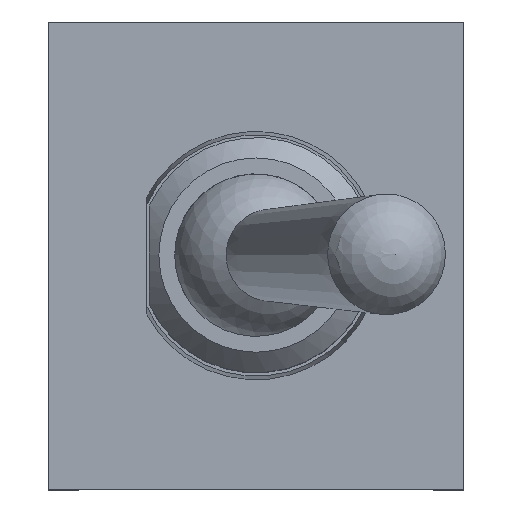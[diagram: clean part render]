
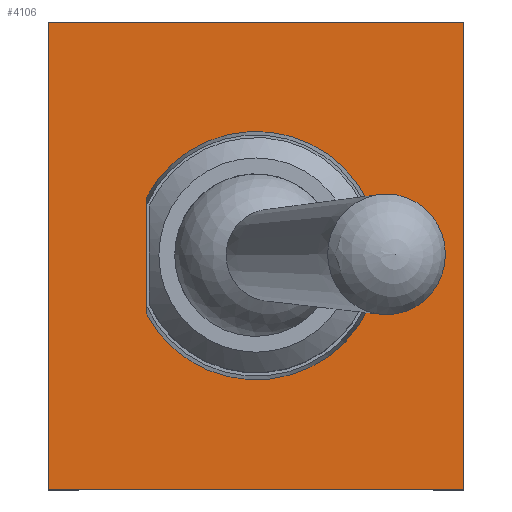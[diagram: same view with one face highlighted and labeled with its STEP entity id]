
A CAD part, top view. The second image highlights one B-rep face of the part: STEP entity #4106.
In plain terms, the highlighted planar face has unit normal (0, 0, 1).
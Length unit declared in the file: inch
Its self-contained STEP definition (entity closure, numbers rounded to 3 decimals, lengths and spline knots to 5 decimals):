
#33=FACE_BOUND('',#680,.T.);
#175=PLANE('',#4354);
#454=FACE_OUTER_BOUND('',#679,.T.);
#679=EDGE_LOOP('',(#3876,#3877,#3878,#3879));
#680=EDGE_LOOP('',(#3880,#3881));
#1007=LINE('',#6672,#1410);
#1229=LINE('',#7591,#1632);
#1234=LINE('',#7600,#1637);
#1240=LINE('',#7612,#1643);
#1242=LINE('',#7615,#1645);
#1410=VECTOR('',#4782,0.3937);
#1632=VECTOR('',#5182,0.3937);
#1637=VECTOR('',#5189,0.3937);
#1643=VECTOR('',#5203,0.3937);
#1645=VECTOR('',#5207,0.3937);
#1680=CIRCLE('',#4267,0.09567);
#1891=VERTEX_POINT('',#6662);
#1893=VERTEX_POINT('',#6668);
#2078=VERTEX_POINT('',#7588);
#2079=VERTEX_POINT('',#7590);
#2082=VERTEX_POINT('',#7598);
#2084=VERTEX_POINT('',#7611);
#2389=EDGE_CURVE('',#1891,#1893,#1007,.T.);
#2400=EDGE_CURVE('',#1893,#1891,#1680,.T.);
#2672=EDGE_CURVE('',#2078,#2079,#1229,.T.);
#2677=EDGE_CURVE('',#2082,#2078,#1234,.T.);
#2683=EDGE_CURVE('',#2079,#2084,#1240,.T.);
#2685=EDGE_CURVE('',#2084,#2082,#1242,.T.);
#3876=ORIENTED_EDGE('',*,*,#2672,.F.);
#3877=ORIENTED_EDGE('',*,*,#2677,.F.);
#3878=ORIENTED_EDGE('',*,*,#2685,.F.);
#3879=ORIENTED_EDGE('',*,*,#2683,.F.);
#3880=ORIENTED_EDGE('',*,*,#2389,.T.);
#3881=ORIENTED_EDGE('',*,*,#2400,.T.);
#4106=ADVANCED_FACE('',(#454,#33),#175,.T.);
#4267=AXIS2_PLACEMENT_3D('',#6697,#4803,#4804);
#4354=AXIS2_PLACEMENT_3D('',#7616,#5208,#5209);
#4782=DIRECTION('',(0.,1.,0.));
#4803=DIRECTION('center_axis',(0.,0.,-1.));
#4804=DIRECTION('ref_axis',(1.,0.,0.));
#5182=DIRECTION('',(0.,-1.,0.));
#5189=DIRECTION('',(1.,0.,0.));
#5203=DIRECTION('',(-1.,0.,0.));
#5207=DIRECTION('',(0.,1.,0.));
#5208=DIRECTION('center_axis',(0.,0.,1.));
#5209=DIRECTION('ref_axis',(1.,0.,0.));
#6662=CARTESIAN_POINT('',(-0.08445,-0.04495,0.35039));
#6668=CARTESIAN_POINT('',(-0.08445,0.04495,0.35039));
#6672=CARTESIAN_POINT('',(-0.08445,0.,0.35039));
#6697=CARTESIAN_POINT('Origin',(0.,0.,
0.35039));
#7588=CARTESIAN_POINT('',(0.16004,0.17992,0.35039));
#7590=CARTESIAN_POINT('',(0.16004,-0.17992,0.35039));
#7591=CARTESIAN_POINT('',(0.16004,0.17992,0.35039));
#7598=CARTESIAN_POINT('',(-0.16004,0.17992,0.35039));
#7600=CARTESIAN_POINT('',(-0.16004,0.17992,0.35039));
#7611=CARTESIAN_POINT('',(-0.16004,-0.17992,0.35039));
#7612=CARTESIAN_POINT('',(0.16004,-0.17992,0.35039));
#7615=CARTESIAN_POINT('',(-0.16004,-0.17992,0.35039));
#7616=CARTESIAN_POINT('Origin',(0.,0.,
0.35039));
